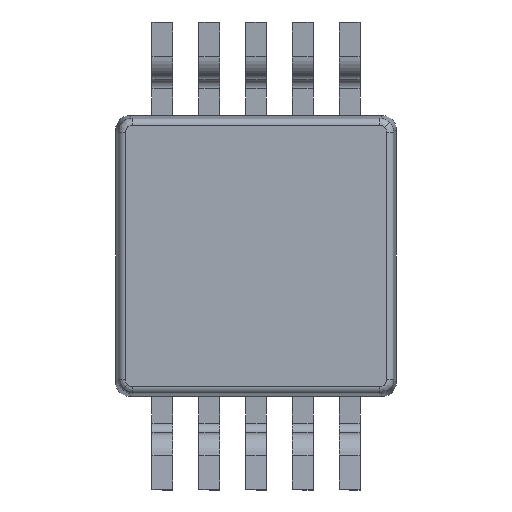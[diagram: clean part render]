
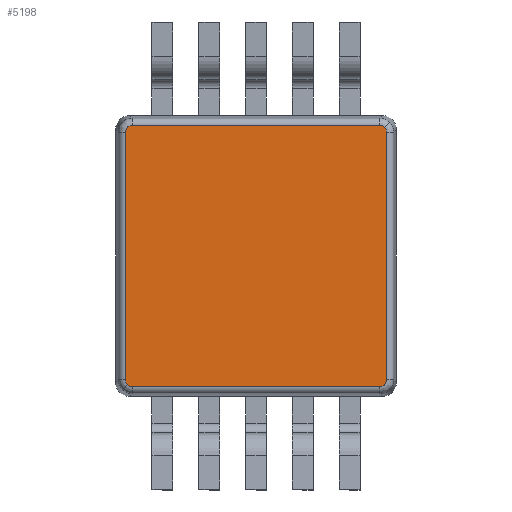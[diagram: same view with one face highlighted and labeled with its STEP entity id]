
A CAD part, front view. The second image highlights one B-rep face of the part: STEP entity #5198.
In plain terms, the highlighted planar face has unit normal (0, -1, 0).
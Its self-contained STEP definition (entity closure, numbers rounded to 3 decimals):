
#38 = EDGE_CURVE ( 'NONE', #4613, #4330, #5136, .T. ) ;
#195 =( BOUNDED_CURVE ( )  B_SPLINE_CURVE ( 3, ( #5855, #364, #4037, #1265 ),
 .UNSPECIFIED., .F., .F. ) 
 B_SPLINE_CURVE_WITH_KNOTS ( ( 4, 4 ),
 ( 0., 0.782 ),
 .UNSPECIFIED. ) 
 CURVE ( )  GEOMETRIC_REPRESENTATION_ITEM ( )  RATIONAL_B_SPLINE_CURVE ( ( 1., 0.95, 0.95, 1. ) ) 
 REPRESENTATION_ITEM ( '' )  );
#269 = CARTESIAN_POINT ( 'NONE',  ( -1.374, 0.1, -1.374 ) ) ;
#336 = DIRECTION ( 'NONE',  ( 0., 1., 0. ) ) ;
#364 = CARTESIAN_POINT ( 'NONE',  ( -1.36, 0.1, -1.389 ) ) ;
#534 = CARTESIAN_POINT ( 'NONE',  ( -1.322, 0.1, -1.396 ) ) ;
#617 = CARTESIAN_POINT ( 'NONE',  ( 1.396, 0.1, -1.322 ) ) ;
#640 = DIRECTION ( 'NONE',  ( -1., 0., 0. ) ) ;
#736 = CARTESIAN_POINT ( 'NONE',  ( 1.36, 0.1, 1.389 ) ) ;
#843 = ORIENTED_EDGE ( 'NONE', *, *, #4141, .T. ) ;
#846 = EDGE_CURVE ( 'NONE', #4435, #1508, #3783, .T. ) ;
#985 = DIRECTION ( 'NONE',  ( 1., 0., 0. ) ) ;
#1080 = CARTESIAN_POINT ( 'NONE',  ( -1.396, 0.1, -1.316 ) ) ;
#1265 = CARTESIAN_POINT ( 'NONE',  ( -1.322, 0.1, -1.396 ) ) ;
#1278 = CARTESIAN_POINT ( 'NONE',  ( -1.396, 0.1, -1.322 ) ) ;
#1385 = CARTESIAN_POINT ( 'NONE',  ( 1.396, 0.1, 1.316 ) ) ;
#1508 = VERTEX_POINT ( 'NONE', #5795 ) ;
#1516 = CARTESIAN_POINT ( 'NONE',  ( 1.396, 0.1, 1.322 ) ) ;
#1574 = EDGE_CURVE ( 'NONE', #4330, #3072, #4567, .T. ) ;
#1693 = EDGE_LOOP ( 'NONE', ( #3736, #3091, #1986, #2136, #4849, #3962, #4848, #2524, #843, #5371 ) ) ;
#1695 = VERTEX_POINT ( 'NONE', #2755 ) ;
#1736 = CARTESIAN_POINT ( 'NONE',  ( -1.396, 0.1, 1.365 ) ) ;
#1865 = DIRECTION ( 'NONE',  ( 0., 0., 1. ) ) ;
#1907 = VECTOR ( 'NONE', #4311, 1000. ) ;
#1912 = CARTESIAN_POINT ( 'NONE',  ( 1.5, 0.1, -1.396 ) ) ;
#1967 = FACE_OUTER_BOUND ( 'NONE', #1693, .T. ) ;
#1970 = CARTESIAN_POINT ( 'NONE',  ( 1.396, 0.1, 1.342 ) ) ;
#1971 = CARTESIAN_POINT ( 'NONE',  ( 1.396, 0.1, -1.365 ) ) ;
#1986 = ORIENTED_EDGE ( 'NONE', *, *, #4310, .T. ) ;
#2019 = CARTESIAN_POINT ( 'NONE',  ( 1.5, 0.1, 1.396 ) ) ;
#2089 = VERTEX_POINT ( 'NONE', #534 ) ;
#2136 = ORIENTED_EDGE ( 'NONE', *, *, #38, .T. ) ;
#2149 = CARTESIAN_POINT ( 'NONE',  ( 1.374, 0.1, 1.374 ) ) ;
#2198 = CARTESIAN_POINT ( 'NONE',  ( -1.322, 0.1, 1.396 ) ) ;
#2227 = CARTESIAN_POINT ( 'NONE',  ( -1.389, 0.1, -1.36 ) ) ;
#2327 =( BOUNDED_CURVE ( )  B_SPLINE_CURVE ( 3, ( #1278, #5384, #2227, #5426 ),
 .UNSPECIFIED., .F., .F. ) 
 B_SPLINE_CURVE_WITH_KNOTS ( ( 4, 4 ),
 ( 5.502, 6.283 ),
 .UNSPECIFIED. ) 
 CURVE ( )  GEOMETRIC_REPRESENTATION_ITEM ( )  RATIONAL_B_SPLINE_CURVE ( ( 1., 0.95, 0.95, 1. ) ) 
 REPRESENTATION_ITEM ( '' )  );
#2329 = CARTESIAN_POINT ( 'NONE',  ( 1.322, 0.1, -1.396 ) ) ;
#2475 = LINE ( 'NONE', #1912, #3542 ) ;
#2524 = ORIENTED_EDGE ( 'NONE', *, *, #3608, .T. ) ;
#2620 = VECTOR ( 'NONE', #1865, 1000. ) ;
#2627 = CARTESIAN_POINT ( 'NONE',  ( 1.5, 0.1, 1.465 ) ) ;
#2658 = CARTESIAN_POINT ( 'NONE',  ( -1.396, 0.1, 1.322 ) ) ;
#2755 = CARTESIAN_POINT ( 'NONE',  ( -1.396, 0.1, -1.322 ) ) ;
#2810 = CARTESIAN_POINT ( 'NONE',  ( 1.396, 0.1, 1.322 ) ) ;
#2912 = CARTESIAN_POINT ( 'NONE',  ( 1.374, 0.1, 1.374 ) ) ;
#3062 = CARTESIAN_POINT ( 'NONE',  ( 1.322, 0.1, 1.396 ) ) ;
#3072 = VERTEX_POINT ( 'NONE', #3927 ) ;
#3091 = ORIENTED_EDGE ( 'NONE', *, *, #3380, .T. ) ;
#3099 = PLANE ( 'NONE',  #4257 ) ;
#3152 = VERTEX_POINT ( 'NONE', #2149 ) ;
#3380 = EDGE_CURVE ( 'NONE', #4489, #3152, #5707, .T. ) ;
#3382 = CARTESIAN_POINT ( 'NONE',  ( 1.322, 0.1, -1.396 ) ) ;
#3493 = VERTEX_POINT ( 'NONE', #269 ) ;
#3534 = DIRECTION ( 'NONE',  ( 0., 0., 1. ) ) ;
#3542 = VECTOR ( 'NONE', #985, 1000. ) ;
#3568 = LINE ( 'NONE', #1080, #1907 ) ;
#3608 = EDGE_CURVE ( 'NONE', #3493, #2089, #195, .T. ) ;
#3736 = ORIENTED_EDGE ( 'NONE', *, *, #4101, .T. ) ;
#3783 =( BOUNDED_CURVE ( )  B_SPLINE_CURVE ( 3, ( #3382, #5646, #1971, #617 ),
 .UNSPECIFIED., .F., .T. ) 
 B_SPLINE_CURVE_WITH_KNOTS ( ( 4, 4 ),
 ( 2.36, 3.923 ),
 .UNSPECIFIED. ) 
 CURVE ( )  GEOMETRIC_REPRESENTATION_ITEM ( )  RATIONAL_B_SPLINE_CURVE ( ( 1., 0.807, 0.807, 1. ) ) 
 REPRESENTATION_ITEM ( '' )  );
#3838 = LINE ( 'NONE', #1385, #2620 ) ;
#3926 = EDGE_CURVE ( 'NONE', #1695, #3493, #2327, .T. ) ;
#3927 = CARTESIAN_POINT ( 'NONE',  ( -1.396, 0.1, 1.322 ) ) ;
#3962 = ORIENTED_EDGE ( 'NONE', *, *, #4218, .T. ) ;
#4037 = CARTESIAN_POINT ( 'NONE',  ( -1.342, 0.1, -1.396 ) ) ;
#4101 = EDGE_CURVE ( 'NONE', #1508, #4489, #3838, .T. ) ;
#4141 = EDGE_CURVE ( 'NONE', #2089, #4435, #2475, .T. ) ;
#4218 = EDGE_CURVE ( 'NONE', #3072, #1695, #3568, .T. ) ;
#4257 = AXIS2_PLACEMENT_3D ( 'NONE', #2627, #336, #3534 ) ;
#4310 = EDGE_CURVE ( 'NONE', #3152, #4613, #4809, .T. ) ;
#4311 = DIRECTION ( 'NONE',  ( 0., 0., -1. ) ) ;
#4330 = VERTEX_POINT ( 'NONE', #5886 ) ;
#4435 = VERTEX_POINT ( 'NONE', #2329 ) ;
#4489 = VERTEX_POINT ( 'NONE', #2810 ) ;
#4567 =( BOUNDED_CURVE ( )  B_SPLINE_CURVE ( 3, ( #2198, #4925, #1736, #2658 ),
 .UNSPECIFIED., .F., .F. ) 
 B_SPLINE_CURVE_WITH_KNOTS ( ( 4, 4 ),
 ( 2.36, 3.923 ),
 .UNSPECIFIED. ) 
 CURVE ( )  GEOMETRIC_REPRESENTATION_ITEM ( )  RATIONAL_B_SPLINE_CURVE ( ( 1., 0.807, 0.807, 1. ) ) 
 REPRESENTATION_ITEM ( '' )  );
#4613 = VERTEX_POINT ( 'NONE', #5652 ) ;
#4809 =( BOUNDED_CURVE ( )  B_SPLINE_CURVE ( 3, ( #5323, #736, #5790, #3062 ),
 .UNSPECIFIED., .F., .F. ) 
 B_SPLINE_CURVE_WITH_KNOTS ( ( 4, 4 ),
 ( 0., 0.782 ),
 .UNSPECIFIED. ) 
 CURVE ( )  GEOMETRIC_REPRESENTATION_ITEM ( )  RATIONAL_B_SPLINE_CURVE ( ( 1., 0.95, 0.95, 1. ) ) 
 REPRESENTATION_ITEM ( '' )  );
#4848 = ORIENTED_EDGE ( 'NONE', *, *, #3926, .T. ) ;
#4849 = ORIENTED_EDGE ( 'NONE', *, *, #1574, .T. ) ;
#4925 = CARTESIAN_POINT ( 'NONE',  ( -1.365, 0.1, 1.396 ) ) ;
#5136 = LINE ( 'NONE', #2019, #5291 ) ;
#5198 = ADVANCED_FACE ( 'NONE', ( #1967 ), #3099, .F. ) ;
#5291 = VECTOR ( 'NONE', #640, 1000. ) ;
#5323 = CARTESIAN_POINT ( 'NONE',  ( 1.374, 0.1, 1.374 ) ) ;
#5371 = ORIENTED_EDGE ( 'NONE', *, *, #846, .T. ) ;
#5384 = CARTESIAN_POINT ( 'NONE',  ( -1.396, 0.1, -1.342 ) ) ;
#5426 = CARTESIAN_POINT ( 'NONE',  ( -1.374, 0.1, -1.374 ) ) ;
#5645 = CARTESIAN_POINT ( 'NONE',  ( 1.389, 0.1, 1.36 ) ) ;
#5646 = CARTESIAN_POINT ( 'NONE',  ( 1.365, 0.1, -1.396 ) ) ;
#5652 = CARTESIAN_POINT ( 'NONE',  ( 1.322, 0.1, 1.396 ) ) ;
#5707 =( BOUNDED_CURVE ( )  B_SPLINE_CURVE ( 3, ( #1516, #1970, #5645, #2912 ),
 .UNSPECIFIED., .F., .F. ) 
 B_SPLINE_CURVE_WITH_KNOTS ( ( 4, 4 ),
 ( 5.502, 6.283 ),
 .UNSPECIFIED. ) 
 CURVE ( )  GEOMETRIC_REPRESENTATION_ITEM ( )  RATIONAL_B_SPLINE_CURVE ( ( 1., 0.95, 0.95, 1. ) ) 
 REPRESENTATION_ITEM ( '' )  );
#5790 = CARTESIAN_POINT ( 'NONE',  ( 1.342, 0.1, 1.396 ) ) ;
#5795 = CARTESIAN_POINT ( 'NONE',  ( 1.396, 0.1, -1.322 ) ) ;
#5855 = CARTESIAN_POINT ( 'NONE',  ( -1.374, 0.1, -1.374 ) ) ;
#5886 = CARTESIAN_POINT ( 'NONE',  ( -1.322, 0.1, 1.396 ) ) ;
